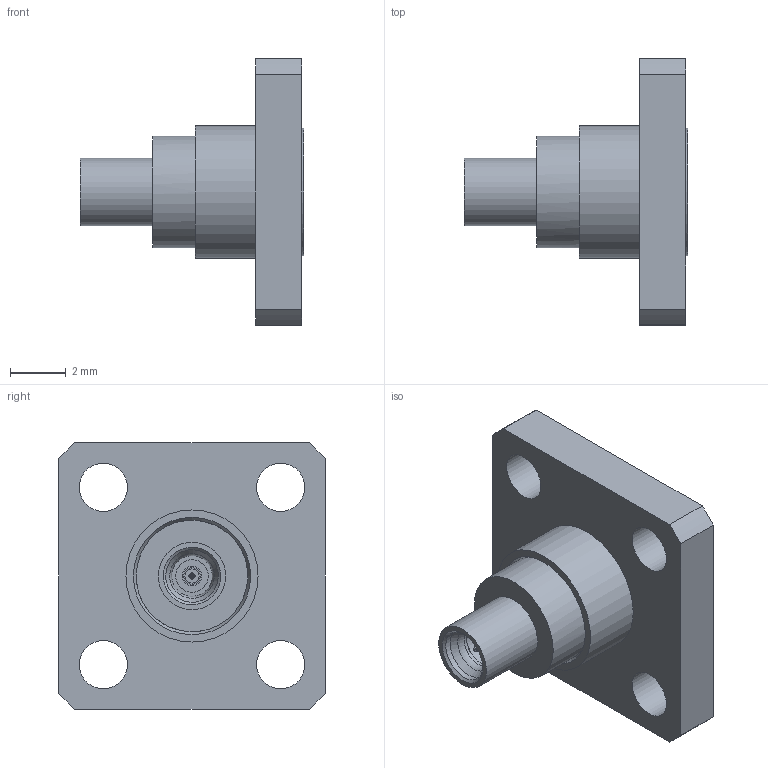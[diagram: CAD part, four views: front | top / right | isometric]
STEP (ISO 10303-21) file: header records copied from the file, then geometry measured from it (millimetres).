
FILE_DESCRIPTION(/* description */ (''),/* implementation_level */ '2;1');
FILE_NAME(/* name */ 'SMPS-19513-MECH-REV-.stp',/* time_stamp */ '2022-11-15T15:00:18-08:00',/* author */ ('MTorres'),/* organization */ (''),/* preprocessor_version */ 'ST-DEVELOPER v19.2',/* originating_system */ 'Autodesk Inventor 2023',/* authorisation */ '');
FILE_SCHEMA (('AUTOMOTIVE_DESIGN { 1 0 10303 214 3 1 1 }'));
Length unit declared in the file: inch
Products named in the file (1): SMPS-19513_Simplify_1
Bounding box: 8 x 9.53 x 9.53 mm (x, y, z)
Volume: 197.3 mm3; surface area: 393.1 mm2
Topology: 1 solids, 1 shells, 69 faces, 151 edges, 98 vertices
Faces by surface type: plane 28, cylinder 27, cone 10, torus 3, bspline 1
Full cylindrical faces by diameter (mm): 0.221 x1, 0.406 x1, 0.508 x1, 0.597 x1, 0.638 x1, 0.711 x2, 0.762 x1, 1.168 x1, 1.397 x1, 1.46 x1, 1.524 x1, 1.727 x4, 1.88 x1, 1.943 x1, 1.981 x1, 2.413 x1, 3.99 x1, 4.572 x1, 4.724 x1
Entity records: 2002 total; most frequent: CARTESIAN_POINT 380, DIRECTION 355, ORIENTED_EDGE 300, EDGE_CURVE 150, AXIS2_PLACEMENT_3D 148, VERTEX_POINT 98, EDGE_LOOP 92, CIRCLE 79
